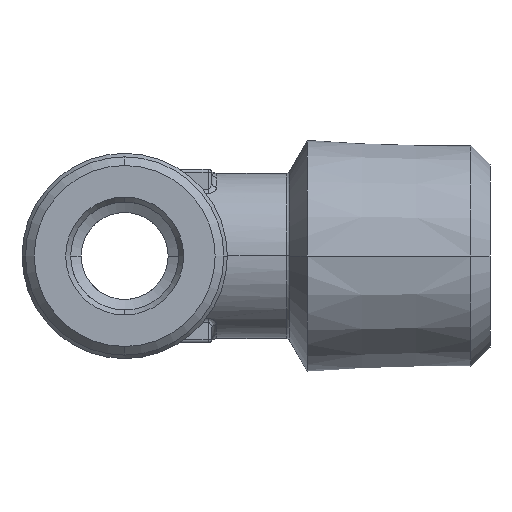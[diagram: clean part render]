
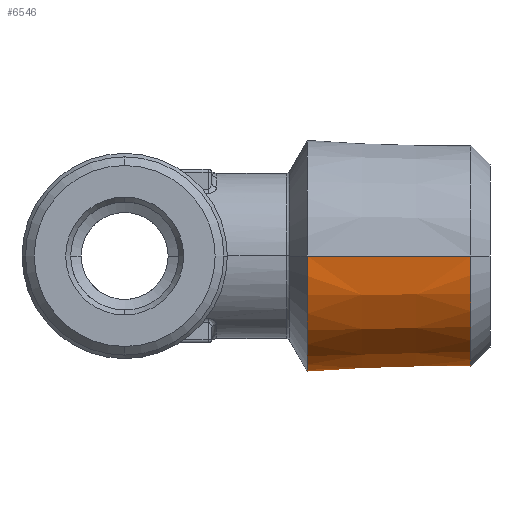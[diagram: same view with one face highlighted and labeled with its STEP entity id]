
A CAD part, left-side view. The second image highlights one B-rep face of the part: STEP entity #6546.
In plain terms, the highlighted conical face has half-angle 1.78 degrees and reference radius 6.494 mm.
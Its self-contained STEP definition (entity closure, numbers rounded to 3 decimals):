
#1778=CARTESIAN_POINT('',(0.,-10.503,0.));
#1779=DIRECTION('',(0.,1.,0.));
#1780=DIRECTION('',(1.,0.,0.));
#1781=AXIS2_PLACEMENT_3D('',#1778,#1779,#1780);
#1788=CARTESIAN_POINT('',(0.,-19.9,0.));
#1789=DIRECTION('',(0.,1.,0.));
#1790=DIRECTION('',(1.,0.,0.));
#1791=AXIS2_PLACEMENT_3D('',#1788,#1789,#1790);
#1793=DIRECTION('',(0.031,1.,0.));
#1794=VECTOR('',#1793,9.401);
#1795=CARTESIAN_POINT('',(6.348,-19.9,0.));
#1796=LINE('',#1795,#1794);
#1802=DIRECTION('',(-0.031,1.,0.));
#1803=VECTOR('',#1802,9.401);
#1804=CARTESIAN_POINT('',(-6.348,-19.9,0.));
#1805=LINE('',#1804,#1803);
#3077=CARTESIAN_POINT('',(6.348,-19.9,0.));
#3078=CARTESIAN_POINT('',(-6.348,-19.9,0.));
#3079=VERTEX_POINT('',#3077);
#3080=VERTEX_POINT('',#3078);
#3085=CARTESIAN_POINT('',(6.64,-10.503,0.));
#3086=VERTEX_POINT('',#3085);
#3087=CARTESIAN_POINT('',(-6.64,-10.503,0.));
#3088=VERTEX_POINT('',#3087);
#6532=CARTESIAN_POINT('',(0.,-15.202,0.));
#6533=DIRECTION('',(0.,1.,0.));
#6534=DIRECTION('',(1.,0.,0.));
#6535=AXIS2_PLACEMENT_3D('',#6532,#6533,#6534);
#6536=CONICAL_SURFACE('',#6535,6.494,1.78);
#6538=ORIENTED_EDGE('',*,*,#6537,.T.);
#6539=ORIENTED_EDGE('',*,*,#6522,.T.);
#6541=ORIENTED_EDGE('',*,*,#6540,.F.);
#6543=ORIENTED_EDGE('',*,*,#6542,.F.);
#6544=EDGE_LOOP('',(#6538,#6539,#6541,#6543));
#6545=FACE_OUTER_BOUND('',#6544,.F.);
#6546=ADVANCED_FACE('',(#6545),#6536,.T.);
#1782=CIRCLE('',#1781,6.64);
#1792=CIRCLE('',#1791,6.348);
#6522=EDGE_CURVE('',#3086,#3088,#1782,.T.);
#6537=EDGE_CURVE('',#3079,#3086,#1796,.T.);
#6540=EDGE_CURVE('',#3080,#3088,#1805,.T.);
#6542=EDGE_CURVE('',#3079,#3080,#1792,.T.);
